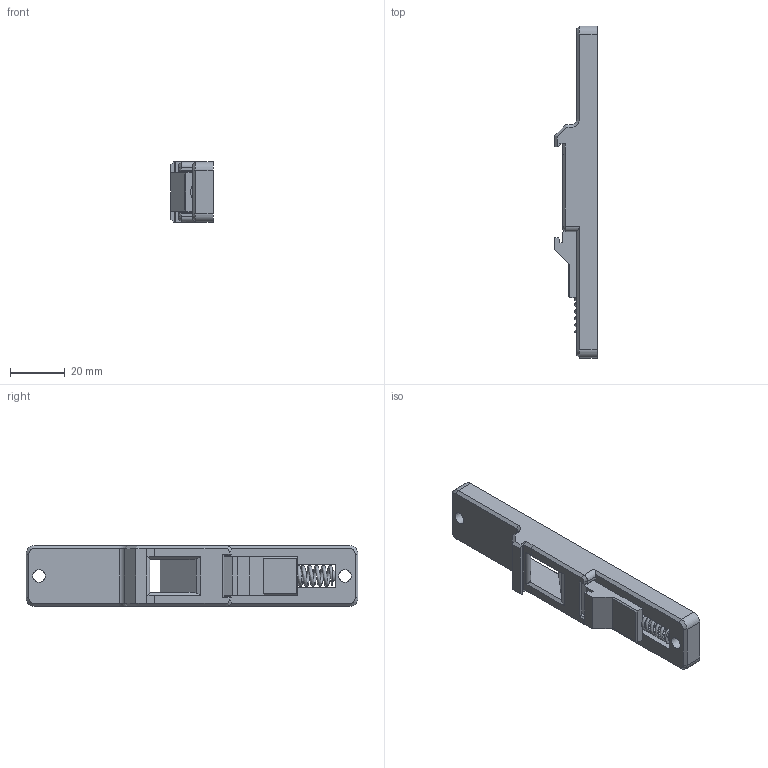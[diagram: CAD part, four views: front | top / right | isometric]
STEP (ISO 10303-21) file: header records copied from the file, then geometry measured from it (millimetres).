
FILE_DESCRIPTION(/* description */ (''),/* implementation_level */ '2;1');
FILE_NAME(/* name */ 'Din mount that doesn''t suck v3.step',/* time_stamp */ '2025-04-27T14:46:47-04:00',/* author */ (''),/* organization */ (''),/* preprocessor_version */ 'ST-DEVELOPER v20.1',/* originating_system */ 'Autodesk Translation Framework v14.4.0.0',/* authorisation */ '');
FILE_SCHEMA (('AUTOMOTIVE_DESIGN { 1 0 10303 214 3 1 1 }'));
Length unit declared in the file: millimetre
Products named in the file (3): Din mount that doesn't suck; din clip; 8969T853_316 Stainless Steel Corrosion-Resistant Compression Springs
Assembly tree (2 placements, depth 2):
  Din mount that doesn't suck
    din clip
    8969T853_316 Stainless Steel Corrosion-Resistant Compression Springs
Bounding box: 15.5 x 121 x 22 mm (x, y, z)
Volume: 21883.8 mm3; surface area: 10971.6 mm2
Topology: 3 solids, 3 shells, 142 faces, 370 edges, 235 vertices
Faces by surface type: plane 94, cylinder 29, cone 11, bspline 6, torus 2
Full cylindrical faces by diameter (mm): 4 x2, 4.5 x2
Entity records: 8912 total; most frequent: CARTESIAN_POINT 5302, ORIENTED_EDGE 740, DIRECTION 719, EDGE_CURVE 370, LINE 267, VECTOR 267, VERTEX_POINT 235, AXIS2_PLACEMENT_3D 226
